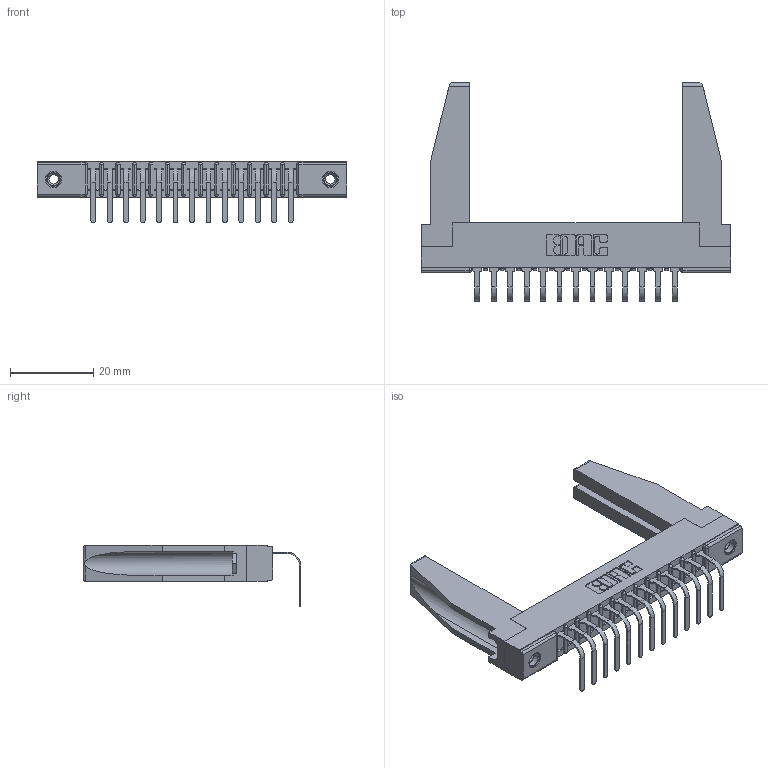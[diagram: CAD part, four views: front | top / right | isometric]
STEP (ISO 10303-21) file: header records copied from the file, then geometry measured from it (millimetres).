
FILE_DESCRIPTION (( 'STEP AP203' ), '1' );
FILE_NAME ('357-013-558-178.STEP', '2022-07-13T21:57:02', ( '' ), ( '' ), 'SwSTEP 2.0', 'SolidWorks 2020', '' );
FILE_SCHEMA (( 'CONFIG_CONTROL_DESIGN' ));
Length unit declared in the file: inch
Products named in the file (5): 307 Part_.156 Dia Mounting Holes; 357-013-558-178; 307-220-078; 345-250-001_345-250-001-102; 307-290-001_558 - 2 (Single)
Assembly tree (18 placements, depth 2):
  357-013-558-178
    307 Part_.156 Dia Mounting Holes
    307-290-001_558 - 2 (Single)  x13
    307-220-078  x2
    345-250-001_345-250-001-102  x2
Bounding box: 74.52 x 52.49 x 14.81 mm (x, y, z)
Volume: 8774.4 mm3; surface area: 11226.5 mm2
Topology: 18 solids, 18 shells, 1042 faces, 2915 edges, 1878 vertices
Faces by surface type: plane 661, cylinder 337, sphere 28, cone 12, torus 4
Entity records: 17263 total; most frequent: CARTESIAN_POINT 2898, ORIENTED_EDGE 2840, DIRECTION 2792, EDGE_CURVE 1420, VECTOR 1080, LINE 1080, VERTEX_POINT 920, AXIS2_PLACEMENT_3D 856
